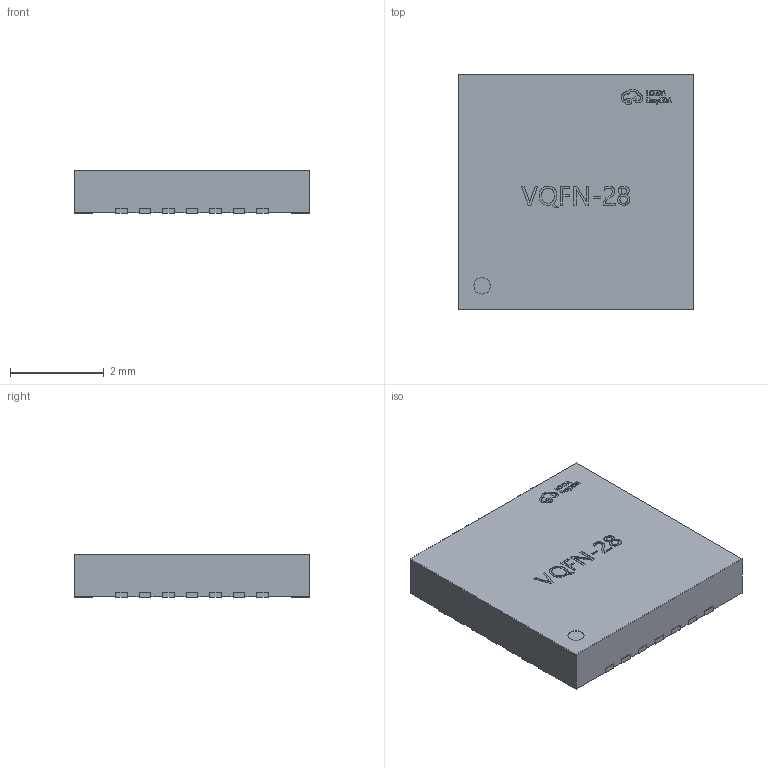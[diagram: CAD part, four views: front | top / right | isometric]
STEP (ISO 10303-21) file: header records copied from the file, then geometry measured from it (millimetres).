
FILE_DESCRIPTION (( 'STEP AP214' ), '1' );
FILE_NAME ('VQFN-28_L5.0-W5.0-H0.9-P0.50.step', '2022-07-15T04:11:52', ( '' ), ( '' ), 'SwSTEP 2.0', 'SolidWorks 2020', '' );
FILE_SCHEMA (( 'AUTOMOTIVE_DESIGN' ));
Length unit declared in the file: millimetre
Products named in the file (1): VQFN-28_L5.0-W5.0-H0.9-P0.50
Bounding box: 5.02 x 5.02 x 0.91 mm (x, y, z)
Volume: 22.5 mm3; surface area: 69 mm2
Topology: 14 solids, 14 shells, 559 faces, 1539 edges, 1026 vertices
Faces by surface type: plane 405, bspline 152, cylinder 2
Entity records: 24670 total; most frequent: CARTESIAN_POINT 7621, ORIENTED_EDGE 3078, DIRECTION 2051, EDGE_CURVE 1539, LINE 1227, VECTOR 1227, VERTEX_POINT 1026, EDGE_LOOP 589
